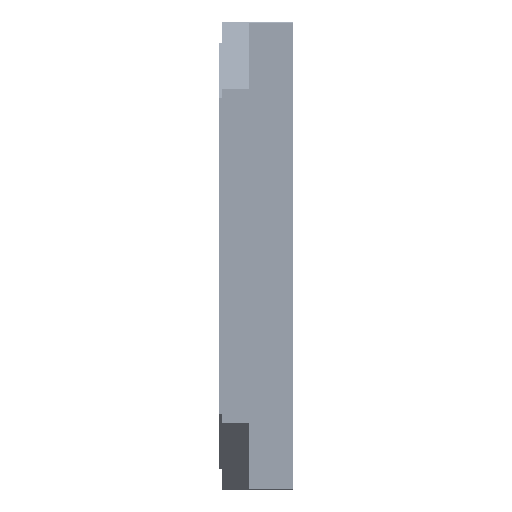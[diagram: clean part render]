
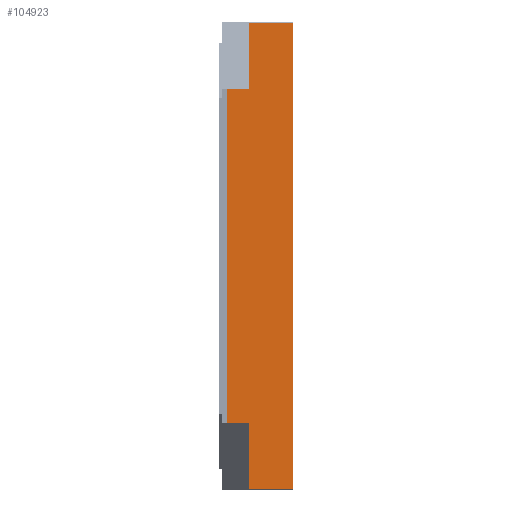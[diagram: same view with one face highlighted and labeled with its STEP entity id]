
A CAD part, left-side view. The second image highlights one B-rep face of the part: STEP entity #104923.
In plain terms, the highlighted planar face has unit normal (-1, 0, 0).
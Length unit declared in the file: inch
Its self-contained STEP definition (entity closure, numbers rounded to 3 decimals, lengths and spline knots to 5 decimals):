
#4171 = DIRECTION ( 'NONE',  ( 0., 0., 1. ) ) ;
#8344 = CARTESIAN_POINT ( 'NONE',  ( -0.14, 0.6, 0.14 ) ) ;
#12571 = EDGE_CURVE ( 'NONE', #34131, #83974, #37465, .T. ) ;
#15141 = VERTEX_POINT ( 'NONE', #61938 ) ;
#16308 = VERTEX_POINT ( 'NONE', #103644 ) ;
#17273 = ORIENTED_EDGE ( 'NONE', *, *, #29557, .F. ) ;
#19671 = DIRECTION ( 'NONE',  ( 0., 0., 1. ) ) ;
#25634 = DIRECTION ( 'NONE',  ( 0., 0., 1. ) ) ;
#29540 = ORIENTED_EDGE ( 'NONE', *, *, #113981, .T. ) ;
#29557 = EDGE_CURVE ( 'NONE', #68976, #69792, #91890, .T. ) ;
#31907 = VECTOR ( 'NONE', #19671, 39.37008 ) ;
#31967 = CARTESIAN_POINT ( 'NONE',  ( -0.14, 0.4, -3.49987 ) ) ;
#32592 = CARTESIAN_POINT ( 'NONE',  ( -0.14, 0., 0.135 ) ) ;
#34033 = LINE ( 'NONE', #112689, #115180 ) ;
#34131 = VERTEX_POINT ( 'NONE', #92642 ) ;
#34317 = DIRECTION ( 'NONE',  ( 0., 1., 0. ) ) ;
#36830 = VECTOR ( 'NONE', #116118, 39.37008 ) ;
#37465 = LINE ( 'NONE', #76807, #36830 ) ;
#38790 = DIRECTION ( 'NONE',  ( 0., 1., 0. ) ) ;
#40616 = EDGE_CURVE ( 'NONE', #122095, #71806, #121391, .T. ) ;
#46212 = CARTESIAN_POINT ( 'NONE',  ( -0.14, 0.4, 0.135 ) ) ;
#46387 = ORIENTED_EDGE ( 'NONE', *, *, #84555, .F. ) ;
#50742 = VECTOR ( 'NONE', #52648, 39.37008 ) ;
#52648 = DIRECTION ( 'NONE',  ( 0., -1., 0. ) ) ;
#57295 = VECTOR ( 'NONE', #38790, 39.37008 ) ;
#61278 = EDGE_CURVE ( 'NONE', #68976, #15141, #114495, .T. ) ;
#61938 = CARTESIAN_POINT ( 'NONE',  ( -0.14, 0., -4.105 ) ) ;
#65409 = AXIS2_PLACEMENT_3D ( 'NONE', #8344, #97957, #108915 ) ;
#66536 = LINE ( 'NONE', #127104, #57295 ) ;
#68976 = VERTEX_POINT ( 'NONE', #109169 ) ;
#69792 = VERTEX_POINT ( 'NONE', #116509 ) ;
#71806 = VERTEX_POINT ( 'NONE', #46212 ) ;
#76807 = CARTESIAN_POINT ( 'NONE',  ( -0.14, 0.6, 0.14 ) ) ;
#80921 = LINE ( 'NONE', #120237, #31907 ) ;
#83974 = VERTEX_POINT ( 'NONE', #93819 ) ;
#84354 = LINE ( 'NONE', #113985, #96389 ) ;
#84555 = EDGE_CURVE ( 'NONE', #16308, #71806, #84354, .T. ) ;
#85859 = ORIENTED_EDGE ( 'NONE', *, *, #103295, .F. ) ;
#86190 = VECTOR ( 'NONE', #4171, 39.37008 ) ;
#86541 = EDGE_CURVE ( 'NONE', #16308, #83974, #34033, .T. ) ;
#87661 = PLANE ( 'NONE',  #65409 ) ;
#88929 = FACE_OUTER_BOUND ( 'NONE', #124284, .T. ) ;
#91890 = LINE ( 'NONE', #31967, #86190 ) ;
#92642 = CARTESIAN_POINT ( 'NONE',  ( -0.14, 0.6, -3.49987 ) ) ;
#93819 = CARTESIAN_POINT ( 'NONE',  ( -0.14, 0.6, -0.47013 ) ) ;
#96389 = VECTOR ( 'NONE', #25634, 39.37008 ) ;
#97957 = DIRECTION ( 'NONE',  ( 1., 0., 0. ) ) ;
#103295 = EDGE_CURVE ( 'NONE', #69792, #34131, #66536, .T. ) ;
#103644 = CARTESIAN_POINT ( 'NONE',  ( -0.14, 0.4, -0.47013 ) ) ;
#103922 = CARTESIAN_POINT ( 'NONE',  ( -0.14, 0.6, 0.135 ) ) ;
#104923 = ADVANCED_FACE ( 'NONE', ( #88929 ), #87661, .F. ) ;
#106712 = ORIENTED_EDGE ( 'NONE', *, *, #12571, .F. ) ;
#107436 = DIRECTION ( 'NONE',  ( 0., 1., 0. ) ) ;
#108915 = DIRECTION ( 'NONE',  ( 0., 0., -1. ) ) ;
#109169 = CARTESIAN_POINT ( 'NONE',  ( -0.14, 0.4, -4.105 ) ) ;
#112689 = CARTESIAN_POINT ( 'NONE',  ( -0.14, 0.4, -0.47013 ) ) ;
#113861 = CARTESIAN_POINT ( 'NONE',  ( -0.14, 0.6, -4.105 ) ) ;
#113932 = VECTOR ( 'NONE', #34317, 39.37008 ) ;
#113981 = EDGE_CURVE ( 'NONE', #15141, #122095, #80921, .T. ) ;
#113985 = CARTESIAN_POINT ( 'NONE',  ( -0.14, 0.4, -0.47013 ) ) ;
#114495 = LINE ( 'NONE', #113861, #50742 ) ;
#115180 = VECTOR ( 'NONE', #107436, 39.37008 ) ;
#116118 = DIRECTION ( 'NONE',  ( 0., 0., 1. ) ) ;
#116509 = CARTESIAN_POINT ( 'NONE',  ( -0.14, 0.4, -3.49987 ) ) ;
#120062 = ORIENTED_EDGE ( 'NONE', *, *, #86541, .T. ) ;
#120237 = CARTESIAN_POINT ( 'NONE',  ( -0.14, 0., 0.14 ) ) ;
#121391 = LINE ( 'NONE', #103922, #113932 ) ;
#122095 = VERTEX_POINT ( 'NONE', #32592 ) ;
#122490 = ORIENTED_EDGE ( 'NONE', *, *, #40616, .T. ) ;
#124284 = EDGE_LOOP ( 'NONE', ( #17273, #125824, #29540, #122490, #46387, #120062, #106712, #85859 ) ) ;
#125824 = ORIENTED_EDGE ( 'NONE', *, *, #61278, .T. ) ;
#127104 = CARTESIAN_POINT ( 'NONE',  ( -0.14, 0.4, -3.49987 ) ) ;
